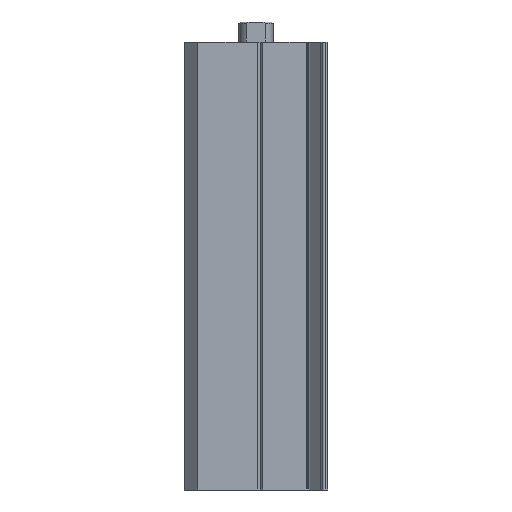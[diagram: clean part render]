
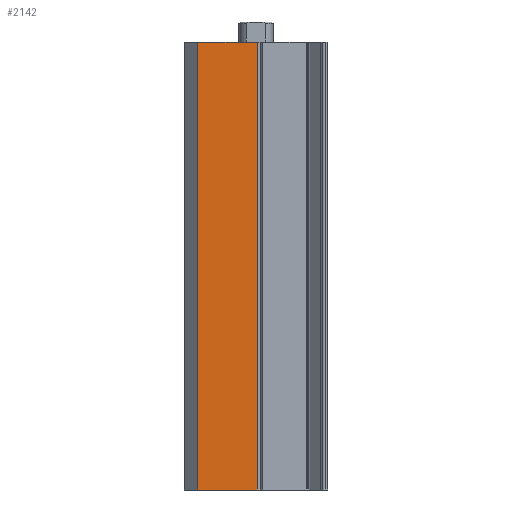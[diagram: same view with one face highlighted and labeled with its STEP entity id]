
A CAD part, left-side view. The second image highlights one B-rep face of the part: STEP entity #2142.
In plain terms, the highlighted planar face has unit normal (-1, 0, 0).
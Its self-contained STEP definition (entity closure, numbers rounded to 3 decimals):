
#41 = VECTOR ( 'NONE', #4114, 1000. ) ;
#46 = CARTESIAN_POINT ( 'NONE',  ( -12.5, 10.13, 39. ) ) ;
#86 = CARTESIAN_POINT ( 'NONE',  ( -12.5, 10.13, 39. ) ) ;
#303 = VERTEX_POINT ( 'NONE', #1061 ) ;
#354 = DIRECTION ( 'NONE',  ( 0., 0., -1. ) ) ;
#370 = LINE ( 'NONE', #86, #3555 ) ;
#396 = ORIENTED_EDGE ( 'NONE', *, *, #1415, .T. ) ;
#595 = ORIENTED_EDGE ( 'NONE', *, *, #2300, .T. ) ;
#664 = LINE ( 'NONE', #3363, #2241 ) ;
#669 = EDGE_LOOP ( 'NONE', ( #396, #914, #2678, #595 ) ) ;
#797 = EDGE_CURVE ( 'NONE', #3169, #3697, #1758, .T. ) ;
#914 = ORIENTED_EDGE ( 'NONE', *, *, #2714, .T. ) ;
#1061 = CARTESIAN_POINT ( 'NONE',  ( -12.5, 10.13, -39. ) ) ;
#1415 = EDGE_CURVE ( 'NONE', #303, #4053, #2606, .T. ) ;
#1497 = DIRECTION ( 'NONE',  ( 0., 0., 1. ) ) ;
#1758 = LINE ( 'NONE', #1900, #41 ) ;
#1773 = VECTOR ( 'NONE', #1926, 1000. ) ;
#1835 = AXIS2_PLACEMENT_3D ( 'NONE', #2784, #3755, #1856 ) ;
#1856 = DIRECTION ( 'NONE',  ( 0., 0., -1. ) ) ;
#1900 = CARTESIAN_POINT ( 'NONE',  ( -12.5, -12.5, 39. ) ) ;
#1926 = DIRECTION ( 'NONE',  ( 0., -1., 0. ) ) ;
#2142 = ADVANCED_FACE ( 'NONE', ( #3393 ), #3445, .F. ) ;
#2241 = VECTOR ( 'NONE', #1497, 1000. ) ;
#2255 = CARTESIAN_POINT ( 'NONE',  ( -12.5, -0.208, 39. ) ) ;
#2300 = EDGE_CURVE ( 'NONE', #3169, #303, #370, .T. ) ;
#2565 = CARTESIAN_POINT ( 'NONE',  ( -12.5, -0.208, -39. ) ) ;
#2606 = LINE ( 'NONE', #3844, #1773 ) ;
#2678 = ORIENTED_EDGE ( 'NONE', *, *, #797, .F. ) ;
#2714 = EDGE_CURVE ( 'NONE', #4053, #3697, #664, .T. ) ;
#2784 = CARTESIAN_POINT ( 'NONE',  ( -12.5, -12.5, 39. ) ) ;
#3169 = VERTEX_POINT ( 'NONE', #46 ) ;
#3363 = CARTESIAN_POINT ( 'NONE',  ( -12.5, -0.208, -39. ) ) ;
#3393 = FACE_OUTER_BOUND ( 'NONE', #669, .T. ) ;
#3445 = PLANE ( 'NONE',  #1835 ) ;
#3555 = VECTOR ( 'NONE', #354, 1000. ) ;
#3697 = VERTEX_POINT ( 'NONE', #2255 ) ;
#3755 = DIRECTION ( 'NONE',  ( 1., 0., 0. ) ) ;
#3844 = CARTESIAN_POINT ( 'NONE',  ( -12.5, -12.5, -39. ) ) ;
#4053 = VERTEX_POINT ( 'NONE', #2565 ) ;
#4114 = DIRECTION ( 'NONE',  ( 0., -1., 0. ) ) ;
